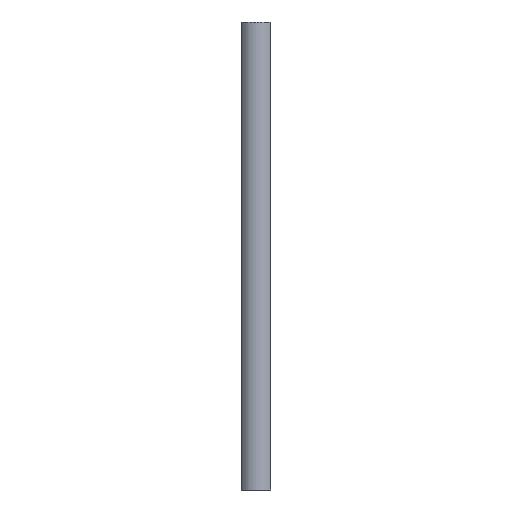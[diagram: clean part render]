
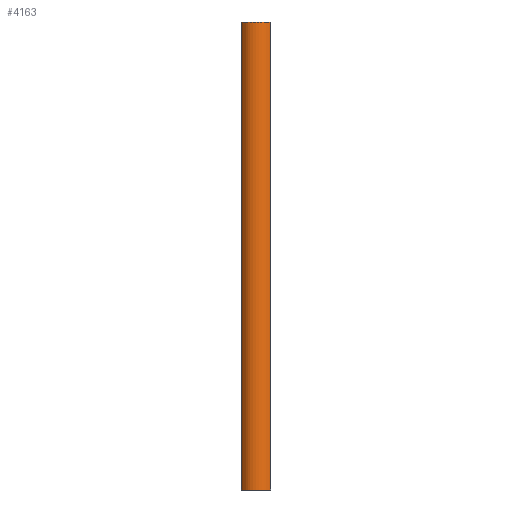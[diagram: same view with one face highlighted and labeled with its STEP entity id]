
A CAD part, front view. The second image highlights one B-rep face of the part: STEP entity #4163.
In plain terms, the highlighted cylindrical face has radius 36.75 mm (diameter 73.5 mm), a partial arc.
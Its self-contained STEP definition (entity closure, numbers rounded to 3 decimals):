
#102 = DIRECTION ( 'NONE',  ( 1., 0., 0. ) ) ;
#103 = DIRECTION ( 'NONE',  ( 0., 0., 1. ) ) ;
#104 = CARTESIAN_POINT ( 'NONE',  ( 0., 2.771, -1000. ) ) ;
#107 = DIRECTION ( 'NONE',  ( 0., 0., 1. ) ) ;
#108 = DIRECTION ( 'NONE',  ( 1., 0., 0. ) ) ;
#109 = DIRECTION ( 'NONE',  ( 1., 0., 0. ) ) ;
#111 = DIRECTION ( 'NONE',  ( 0., 0., -1. ) ) ;
#112 = CARTESIAN_POINT ( 'NONE',  ( 0., 2.771, -0.5 ) ) ;
#116 = CARTESIAN_POINT ( 'NONE',  ( 0., 2.771, -1000. ) ) ;
#117 = CYLINDRICAL_SURFACE ( 'NONE', #1033, 36.75 ) ;
#120 = CARTESIAN_POINT ( 'NONE',  ( -30.511, -17.714, -1000. ) ) ;
#121 = LINE ( 'NONE', #120, #2677 ) ;
#123 = DIRECTION ( 'NONE',  ( 0., 0., 1. ) ) ;
#148 = FACE_OUTER_BOUND ( 'NONE', #1947, .T. ) ;
#957 = EDGE_CURVE ( 'NONE', #1679, #1810, #3718, .T. ) ;
#1033 = AXIS2_PLACEMENT_3D ( 'NONE', #116, #123, #108 ) ;
#1679 = VERTEX_POINT ( 'NONE', #3236 ) ;
#1680 = VERTEX_POINT ( 'NONE', #3249 ) ;
#1772 = VERTEX_POINT ( 'NONE', #2974 ) ;
#1810 = VERTEX_POINT ( 'NONE', #2909 ) ;
#1947 = EDGE_LOOP ( 'NONE', ( #2173, #2180, #2175, #2182 ) ) ;
#2173 = ORIENTED_EDGE ( 'NONE', *, *, #957, .T. ) ;
#2175 = ORIENTED_EDGE ( 'NONE', *, *, #4307, .F. ) ;
#2180 = ORIENTED_EDGE ( 'NONE', *, *, #4306, .T. ) ;
#2182 = ORIENTED_EDGE ( 'NONE', *, *, #4308, .T. ) ;
#2671 = CIRCLE ( 'NONE', #2680, 36.75 ) ;
#2673 = CIRCLE ( 'NONE', #2674, 36.75 ) ;
#2674 = AXIS2_PLACEMENT_3D ( 'NONE', #112, #111, #109 ) ;
#2677 = VECTOR ( 'NONE', #107, 1000. ) ;
#2680 = AXIS2_PLACEMENT_3D ( 'NONE', #104, #103, #102 ) ;
#2909 = CARTESIAN_POINT ( 'NONE',  ( 30.511, -17.714, -0.5 ) ) ;
#2974 = CARTESIAN_POINT ( 'NONE',  ( -30.511, -17.714, -0.5 ) ) ;
#3236 = CARTESIAN_POINT ( 'NONE',  ( 30.511, -17.714, -1000. ) ) ;
#3249 = CARTESIAN_POINT ( 'NONE',  ( -30.511, -17.714, -1000. ) ) ;
#3507 = CARTESIAN_POINT ( 'NONE',  ( 30.511, -17.714, -1000. ) ) ;
#3718 = LINE ( 'NONE', #3507, #3888 ) ;
#3766 = DIRECTION ( 'NONE',  ( 0., 0., 1. ) ) ;
#3888 = VECTOR ( 'NONE', #3766, 1000. ) ;
#4163 = ADVANCED_FACE ( 'NONE', ( #148 ), #117, .T. ) ;
#4306 = EDGE_CURVE ( 'NONE', #1810, #1772, #2673, .T. ) ;
#4307 = EDGE_CURVE ( 'NONE', #1680, #1772, #121, .T. ) ;
#4308 = EDGE_CURVE ( 'NONE', #1680, #1679, #2671, .T. ) ;
